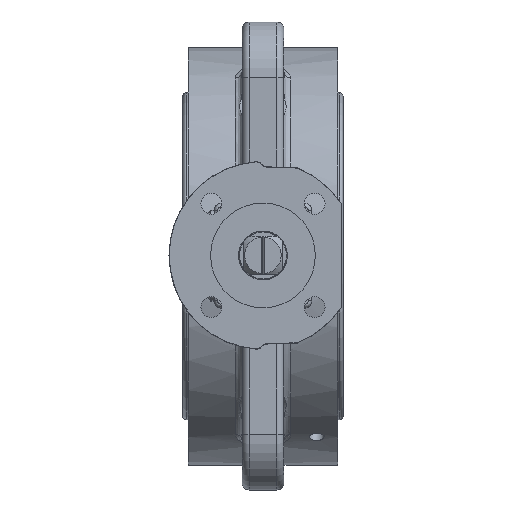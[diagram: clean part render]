
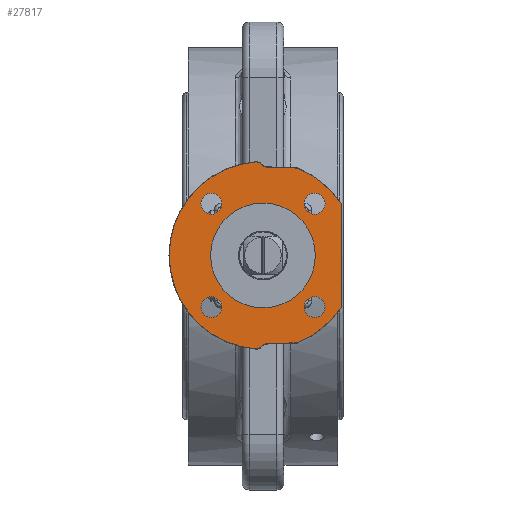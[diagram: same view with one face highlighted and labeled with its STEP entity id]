
A CAD part, top view. The second image highlights one B-rep face of the part: STEP entity #27817.
In plain terms, the highlighted planar face has unit normal (0, 0, 1).
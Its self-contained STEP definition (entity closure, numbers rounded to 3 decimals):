
#26203=CARTESIAN_POINT('',(-2.064,26.857,152.5));
#26204=VERTEX_POINT('',#26203);
#26205=CARTESIAN_POINT('',(-0.417,26.153,152.5));
#26206=VERTEX_POINT('',#26205);
#26207=CARTESIAN_POINT('',(-1.916,24.926,152.5));
#26208=DIRECTION('',(0.0,0.0,-1.0));
#26209=DIRECTION('',(0.0,-1.0,0.0));
#26210=AXIS2_PLACEMENT_3D('',#26207,#26208,#26209);
#26211=CIRCLE('',#26210,1.936);
#26212=EDGE_CURVE('',#26204,#26206,#26211,.T.);
#26237=CARTESIAN_POINT('',(-0.417,-26.153,152.5));
#26238=VERTEX_POINT('',#26237);
#26239=CARTESIAN_POINT('',(-2.064,-26.857,152.5));
#26240=VERTEX_POINT('',#26239);
#26241=CARTESIAN_POINT('',(-1.916,-24.926,152.5));
#26242=DIRECTION('',(0.0,0.0,-1.0));
#26243=DIRECTION('',(0.0,-1.0,0.0));
#26244=AXIS2_PLACEMENT_3D('',#26241,#26242,#26243);
#26245=CIRCLE('',#26244,1.936);
#26246=EDGE_CURVE('',#26238,#26240,#26245,.T.);
#26295=CARTESIAN_POINT('',(1.107,-25.398,152.5));
#26296=VERTEX_POINT('',#26295);
#26297=CARTESIAN_POINT('',(1.107,-25.398,152.5));
#26298=CARTESIAN_POINT('',(0.949,-25.403,152.5));
#26299=CARTESIAN_POINT('',(0.792,-25.427,152.5));
#26300=CARTESIAN_POINT('',(0.486,-25.51,152.5));
#26301=CARTESIAN_POINT('',(0.339,-25.569,152.5));
#26302=CARTESIAN_POINT('',(-0.037,-25.772,152.5));
#26303=CARTESIAN_POINT('',(-0.247,-25.945,152.5));
#26304=CARTESIAN_POINT('',(-0.417,-26.153,152.5));
#26305=B_SPLINE_CURVE_WITH_KNOTS('',3,(#26297,#26298,#26299,#26300,#26301,#26302,#26303,#26304),.UNSPECIFIED.,.F.,.U.,(4,2,2,4),(-0.176,-0.128,-0.081,0.0),.UNSPECIFIED.);
#26306=EDGE_CURVE('',#26296,#26238,#26305,.T.);
#26325=CARTESIAN_POINT('',(9.79,-25.095,152.5));
#26326=VERTEX_POINT('',#26325);
#26327=CARTESIAN_POINT('',(9.79,-25.095,152.5));
#26328=DIRECTION('',(-0.999,-0.035,0.));
#26329=VECTOR('',#26328,8.688);
#26330=LINE('',#26327,#26329);
#26331=EDGE_CURVE('',#26326,#26296,#26330,.T.);
#26357=CARTESIAN_POINT('',(0.,0.,152.5));
#26358=DIRECTION('',(0.0,0.0,-1.0));
#26359=DIRECTION('',(1.0,0.0,0.0));
#26360=AXIS2_PLACEMENT_3D('',#26357,#26358,#26359);
#26361=CIRCLE('',#26360,26.936);
#26362=EDGE_CURVE('',#26240,#26204,#26361,.T.);
#27602=CARTESIAN_POINT('',(22.436,-14.906,152.5));
#27603=VERTEX_POINT('',#27602);
#27604=CARTESIAN_POINT('',(0.,0.,152.5));
#27605=DIRECTION('',(0.0,0.0,-1.0));
#27606=DIRECTION('',(1.0,0.0,0.0));
#27607=AXIS2_PLACEMENT_3D('',#27604,#27605,#27606);
#27608=CIRCLE('',#27607,26.936);
#27609=EDGE_CURVE('',#27603,#26326,#27608,.T.);
#27628=CARTESIAN_POINT('',(22.436,14.906,152.5));
#27629=VERTEX_POINT('',#27628);
#27630=CARTESIAN_POINT('',(22.436,14.906,152.5));
#27631=DIRECTION('',(0.0,-1.0,0.0));
#27632=VECTOR('',#27631,29.811);
#27633=LINE('',#27630,#27632);
#27634=EDGE_CURVE('',#27629,#27603,#27633,.T.);
#27653=CARTESIAN_POINT('',(9.79,25.095,152.5));
#27654=VERTEX_POINT('',#27653);
#27655=CARTESIAN_POINT('',(0.,0.,152.5));
#27656=DIRECTION('',(0.0,0.0,-1.0));
#27657=DIRECTION('',(1.0,0.0,0.0));
#27658=AXIS2_PLACEMENT_3D('',#27655,#27656,#27657);
#27659=CIRCLE('',#27658,26.936);
#27660=EDGE_CURVE('',#27654,#27629,#27659,.T.);
#27679=CARTESIAN_POINT('',(1.107,25.398,152.5));
#27680=VERTEX_POINT('',#27679);
#27681=CARTESIAN_POINT('',(1.107,25.398,152.5));
#27682=DIRECTION('',(0.999,-0.035,0.));
#27683=VECTOR('',#27682,8.688);
#27684=LINE('',#27681,#27683);
#27685=EDGE_CURVE('',#27680,#27654,#27684,.T.);
#27728=CARTESIAN_POINT('',(-0.417,26.153,152.5));
#27729=CARTESIAN_POINT('',(-0.318,26.031,152.5));
#27730=CARTESIAN_POINT('',(-0.204,25.921,152.5));
#27731=CARTESIAN_POINT('',(0.046,25.728,152.5));
#27732=CARTESIAN_POINT('',(0.182,25.647,152.5));
#27733=CARTESIAN_POINT('',(0.571,25.47,152.5));
#27734=CARTESIAN_POINT('',(0.837,25.407,152.5));
#27735=CARTESIAN_POINT('',(1.107,25.398,152.5));
#27736=B_SPLINE_CURVE_WITH_KNOTS('',3,(#27728,#27729,#27730,#27731,#27732,#27733,#27734,#27735),.UNSPECIFIED.,.F.,.U.,(4,2,2,4),(-0.176,-0.128,-0.081,0.0),.UNSPECIFIED.);
#27737=EDGE_CURVE('',#26206,#27680,#27736,.T.);
#27745=CARTESIAN_POINT('',(-27.001,67.266,152.5));
#27746=DIRECTION('',(0.0,0.0,-1.0));
#27747=DIRECTION('',(-1.0,0.0,0.0));
#27748=AXIS2_PLACEMENT_3D('',#27745,#27746,#27747);
#27749=PLANE('',#27748);
#27750=ORIENTED_EDGE('',*,*,#26331,.F.);
#27751=ORIENTED_EDGE('',*,*,#27609,.F.);
#27752=ORIENTED_EDGE('',*,*,#27634,.F.);
#27753=ORIENTED_EDGE('',*,*,#27660,.F.);
#27754=ORIENTED_EDGE('',*,*,#27685,.F.);
#27755=ORIENTED_EDGE('',*,*,#27737,.F.);
#27756=ORIENTED_EDGE('',*,*,#26212,.F.);
#27757=ORIENTED_EDGE('',*,*,#26362,.F.);
#27758=ORIENTED_EDGE('',*,*,#26246,.F.);
#27759=ORIENTED_EDGE('',*,*,#26306,.F.);
#27760=EDGE_LOOP('',(#27750,#27751,#27752,#27753,#27754,#27755,#27756,#27757,#27758,#27759));
#27761=FACE_OUTER_BOUND('',#27760,.T.);
#27762=CARTESIAN_POINT('',(11.849,-14.849,152.5));
#27763=VERTEX_POINT('',#27762);
#27764=CARTESIAN_POINT('',(14.849,-14.849,152.5));
#27765=DIRECTION('',(0.0,0.0,-1.0));
#27766=DIRECTION('',(-1.0,0.0,0.0));
#27767=AXIS2_PLACEMENT_3D('',#27764,#27765,#27766);
#27768=CIRCLE('',#27767,3.);
#27769=EDGE_CURVE('',#27763,#27763,#27768,.T.);
#27770=ORIENTED_EDGE('',*,*,#27769,.T.);
#27771=EDGE_LOOP('',(#27770));
#27772=FACE_BOUND('',#27771,.T.);
#27773=CARTESIAN_POINT('',(-14.849,-11.849,152.5));
#27774=VERTEX_POINT('',#27773);
#27775=CARTESIAN_POINT('',(-14.849,-14.849,152.5));
#27776=DIRECTION('',(0.0,0.0,-1.0));
#27777=DIRECTION('',(0.0,1.0,0.0));
#27778=AXIS2_PLACEMENT_3D('',#27775,#27776,#27777);
#27779=CIRCLE('',#27778,3.);
#27780=EDGE_CURVE('',#27774,#27774,#27779,.T.);
#27781=ORIENTED_EDGE('',*,*,#27780,.T.);
#27782=EDGE_LOOP('',(#27781));
#27783=FACE_BOUND('',#27782,.T.);
#27784=CARTESIAN_POINT('',(14.849,11.849,152.5));
#27785=VERTEX_POINT('',#27784);
#27786=CARTESIAN_POINT('',(14.849,14.849,152.5));
#27787=DIRECTION('',(0.0,0.0,-1.0));
#27788=DIRECTION('',(0.0,-1.0,0.0));
#27789=AXIS2_PLACEMENT_3D('',#27786,#27787,#27788);
#27790=CIRCLE('',#27789,3.);
#27791=EDGE_CURVE('',#27785,#27785,#27790,.T.);
#27792=ORIENTED_EDGE('',*,*,#27791,.T.);
#27793=EDGE_LOOP('',(#27792));
#27794=FACE_BOUND('',#27793,.T.);
#27795=CARTESIAN_POINT('',(-11.849,14.849,152.5));
#27796=VERTEX_POINT('',#27795);
#27797=CARTESIAN_POINT('',(-14.849,14.849,152.5));
#27798=DIRECTION('',(0.0,0.0,-1.0));
#27799=DIRECTION('',(1.0,0.0,0.0));
#27800=AXIS2_PLACEMENT_3D('',#27797,#27798,#27799);
#27801=CIRCLE('',#27800,3.);
#27802=EDGE_CURVE('',#27796,#27796,#27801,.T.);
#27803=ORIENTED_EDGE('',*,*,#27802,.T.);
#27804=EDGE_LOOP('',(#27803));
#27805=FACE_BOUND('',#27804,.T.);
#27806=CARTESIAN_POINT('',(15.05,0.,152.5));
#27807=VERTEX_POINT('',#27806);
#27808=CARTESIAN_POINT('',(0.,0.,152.5));
#27809=DIRECTION('',(0.0,0.0,-1.0));
#27810=DIRECTION('',(-1.0,0.0,0.0));
#27811=AXIS2_PLACEMENT_3D('',#27808,#27809,#27810);
#27812=CIRCLE('',#27811,15.05);
#27813=EDGE_CURVE('',#27807,#27807,#27812,.T.);
#27814=ORIENTED_EDGE('',*,*,#27813,.T.);
#27815=EDGE_LOOP('',(#27814));
#27816=FACE_BOUND('',#27815,.T.);
#27817=ADVANCED_FACE('',(#27761,#27772,#27783,#27794,#27805,#27816),#27749,.F.);
